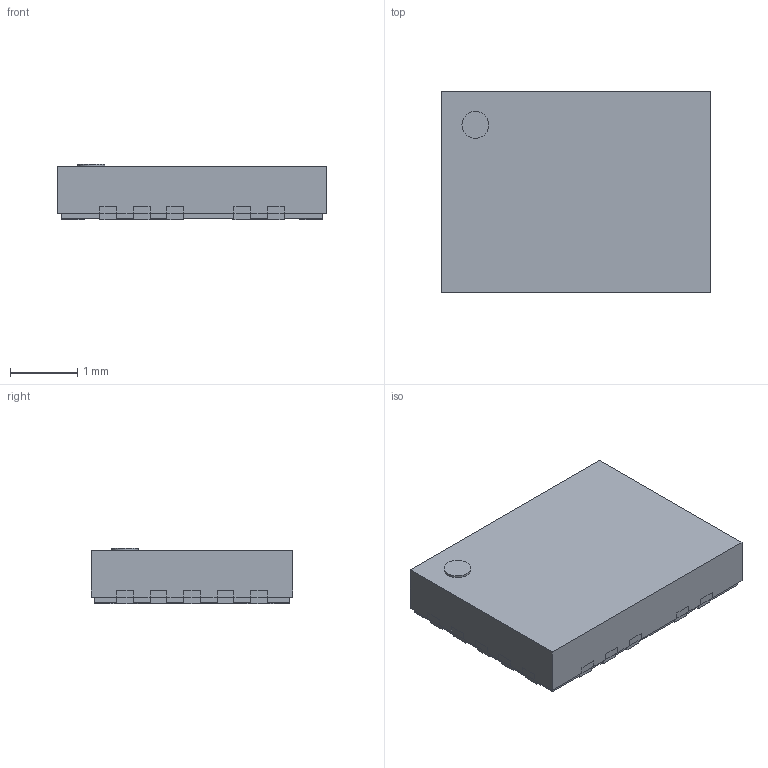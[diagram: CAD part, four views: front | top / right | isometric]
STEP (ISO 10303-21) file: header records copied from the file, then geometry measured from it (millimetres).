
FILE_DESCRIPTION(('FreeCAD Model'),'2;1');
FILE_NAME('Open CASCADE Shape Model','2023-06-15T09:15:37',(''),(''), 'Open CASCADE STEP processor 7.6','FreeCAD','Unknown');
FILE_SCHEMA(('AUTOMOTIVE_DESIGN { 1 0 10303 214 1 1 1 1 }'));
Length unit declared in the file: millimetre
Products named in the file (4): RVR0019A_ASM; BODY-QFN_AF0; FRAME-RVR0019A_AF0; MARK
Assembly tree (3 placements, depth 2):
  RVR0019A_ASM
    BODY-QFN_AF0
    FRAME-RVR0019A_AF0
    MARK
Bounding box: 4 x 3 x 0.83 mm (x, y, z)
Volume: 9.3 mm3; surface area: 64.5 mm2
Topology: 23 solids, 23 shells, 327 faces, 1629 edges, 3746 vertices
Faces by surface type: plane 288, cylinder 39
Full cylindrical faces by diameter (mm): 0.4 x1
Entity records: 31674 total; most frequent: CARTESIAN_POINT 7428, DIRECTION 4097, LINE 3059, VECTOR 3059, ORIENTED_EDGE 1662, PCURVE 1662, DEFINITIONAL_REPRESENTATION 1662, EDGE_CURVE 831
